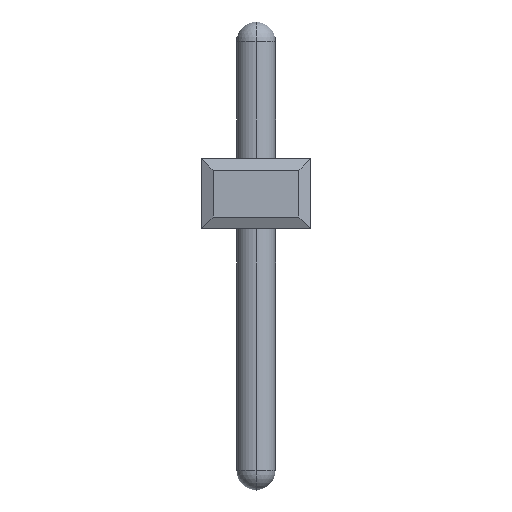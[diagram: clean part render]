
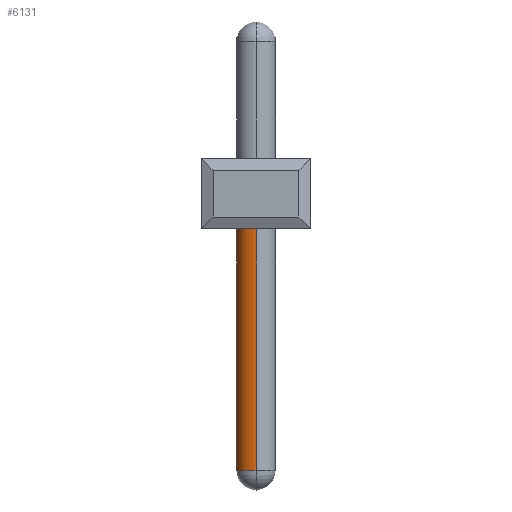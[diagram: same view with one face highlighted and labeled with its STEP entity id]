
A CAD part, front view. The second image highlights one B-rep face of the part: STEP entity #6131.
In plain terms, the highlighted cylindrical face has radius 0.5 mm (diameter 1 mm), a partial arc.
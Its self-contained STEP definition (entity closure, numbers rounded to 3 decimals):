
#2107=CARTESIAN_POINT('',(1.4,-22.75,0.2));
#2108=DIRECTION('',(0.,0.,1.));
#2109=DIRECTION('',(0.,1.,0.));
#2110=AXIS2_PLACEMENT_3D('',#2107,#2108,#2109);
#2121=CARTESIAN_POINT('',(1.4,-22.75,-6.2));
#2122=DIRECTION('',(0.,0.,1.));
#2123=DIRECTION('',(0.,1.,0.));
#2124=AXIS2_PLACEMENT_3D('',#2121,#2122,#2123);
#2126=DIRECTION('',(0.,0.,1.));
#2127=VECTOR('',#2126,6.4);
#2128=CARTESIAN_POINT('',(1.4,-22.25,-6.2));
#2129=LINE('',#2128,#2127);
#2135=DIRECTION('',(0.,0.,1.));
#2136=VECTOR('',#2135,6.4);
#2137=CARTESIAN_POINT('',(1.4,-23.25,-6.2));
#2138=LINE('',#2137,#2136);
#2542=CARTESIAN_POINT('',(1.4,-22.25,-6.2));
#2544=VERTEX_POINT('',#2542);
#2549=CARTESIAN_POINT('',(1.4,-23.25,-6.2));
#2550=VERTEX_POINT('',#2549);
#2553=CARTESIAN_POINT('',(1.4,-22.25,0.2));
#2554=CARTESIAN_POINT('',(1.4,-23.25,0.2));
#2555=VERTEX_POINT('',#2553);
#2556=VERTEX_POINT('',#2554);
#6117=CARTESIAN_POINT('',(1.4,-22.75,-7.3));
#6118=DIRECTION('',(0.,0.,1.));
#6119=DIRECTION('',(0.,1.,0.));
#6120=AXIS2_PLACEMENT_3D('',#6117,#6118,#6119);
#6121=CYLINDRICAL_SURFACE('',#6120,0.5);
#6122=ORIENTED_EDGE('',*,*,#6098,.T.);
#6124=ORIENTED_EDGE('',*,*,#6123,.F.);
#6126=ORIENTED_EDGE('',*,*,#6125,.F.);
#6128=ORIENTED_EDGE('',*,*,#6127,.T.);
#6129=EDGE_LOOP('',(#6122,#6124,#6126,#6128));
#6130=FACE_OUTER_BOUND('',#6129,.F.);
#6131=ADVANCED_FACE('',(#6130),#6121,.T.);
#2111=CIRCLE('',#2110,0.5);
#2125=CIRCLE('',#2124,0.5);
#6098=EDGE_CURVE('',#2555,#2556,#2111,.T.);
#6123=EDGE_CURVE('',#2550,#2556,#2138,.T.);
#6125=EDGE_CURVE('',#2544,#2550,#2125,.T.);
#6127=EDGE_CURVE('',#2544,#2555,#2129,.T.);
